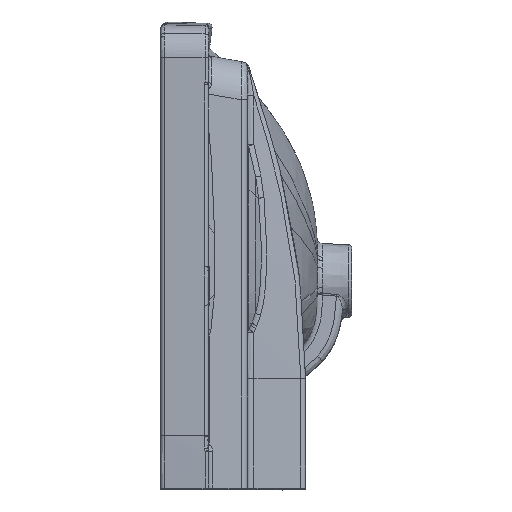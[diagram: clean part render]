
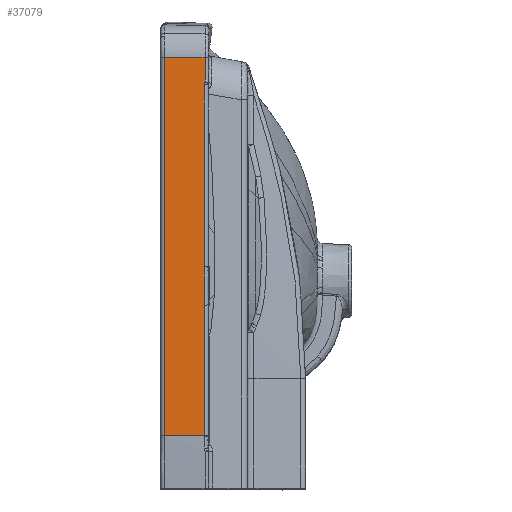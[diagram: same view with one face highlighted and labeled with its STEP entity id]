
A CAD part, left-side view. The second image highlights one B-rep face of the part: STEP entity #37079.
In plain terms, the highlighted planar face has unit normal (-1, -0.02, 0.001).
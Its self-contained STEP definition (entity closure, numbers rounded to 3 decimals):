
#10142=CARTESIAN_POINT('',(-348.802,-45.477,
14.7));
#10149=DIRECTION('',(0.001,0.,1.));
#10150=VECTOR('',#10149,390.786);
#10151=CARTESIAN_POINT('',(-349.848,-4.08,
-160.001));
#10152=LINE('',#10151,#10150);
#10153=DIRECTION('',(0.001,0.,1.));
#10154=VECTOR('',#10153,25.112);
#10155=CARTESIAN_POINT('',(-348.551,-46.08,
205.672));
#10156=LINE('',#10155,#10154);
#10157=CARTESIAN_POINT('',(-348.551,-46.08,
205.672));
#10158=CARTESIAN_POINT('',(-348.556,-45.894,
205.249));
#10159=CARTESIAN_POINT('',(-348.563,-45.584,
204.335));
#10160=CARTESIAN_POINT('',(-348.567,-45.448,
203.256));
#10161=CARTESIAN_POINT('',(-348.568,-45.448,
202.677));
#10163=DIRECTION('',(-0.001,0.,-1.));
#10164=VECTOR('',#10163,187.977);
#10165=CARTESIAN_POINT('',(-348.568,-45.448,
202.677));
#10166=LINE('',#10165,#10164);
#10167=DIRECTION('',(-0.001,0.,-1.));
#10168=VECTOR('',#10167,39.172);
#10169=CARTESIAN_POINT('',(-348.802,-45.477,
14.7));
#10170=LINE('',#10169,#10168);
#10171=DIRECTION('',(-0.001,0.,-1.));
#10172=VECTOR('',#10171,135.529);
#10173=CARTESIAN_POINT('',(-348.851,-45.482,
-24.472));
#10174=LINE('',#10173,#10172);
#10175=DIRECTION('',(0.02,-1.,0.));
#10176=VECTOR('',#10175,41.431);
#10177=CARTESIAN_POINT('',(-349.848,-4.08,
-160.001));
#10178=LINE('',#10177,#10176);
#10185=CARTESIAN_POINT('',(-348.52,-46.08,
230.784));
#10205=DIRECTION('',(0.02,-1.,0.));
#10206=VECTOR('',#10205,42.008);
#10207=CARTESIAN_POINT('',(-349.36,-4.08,
230.785));
#10208=LINE('',#10207,#10206);
#10209=CARTESIAN_POINT('',(-349.36,-4.08,
230.785));
#10237=CARTESIAN_POINT('',(-349.02,-45.503,
-160.002));
#11837=VERTEX_POINT('',#10157);
#11838=VERTEX_POINT('',#10161);
#11845=VERTEX_POINT('',#10185);
#11891=VERTEX_POINT('',#10237);
#11900=VERTEX_POINT('',#10142);
#11901=CARTESIAN_POINT('',(-348.851,-45.482,
-24.472));
#11902=VERTEX_POINT('',#11901);
#11935=VERTEX_POINT('',#10209);
#11938=CARTESIAN_POINT('',(-349.848,-4.08,
-160.001));
#11939=VERTEX_POINT('',#11938);
#37061=CARTESIAN_POINT('',(-349.186,-25.,35.392));
#37062=DIRECTION('',(1.,0.02,-0.001));
#37063=DIRECTION('',(-0.02,1.,0.));
#37064=AXIS2_PLACEMENT_3D('',#37061,#37062,#37063);
#37065=PLANE('',#37064);
#37066=ORIENTED_EDGE('',*,*,#12228,.T.);
#37068=ORIENTED_EDGE('',*,*,#37067,.T.);
#37070=ORIENTED_EDGE('',*,*,#37069,.F.);
#37071=ORIENTED_EDGE('',*,*,#36689,.T.);
#37072=ORIENTED_EDGE('',*,*,#37054,.T.);
#37073=ORIENTED_EDGE('',*,*,#37037,.T.);
#37074=ORIENTED_EDGE('',*,*,#36990,.T.);
#37076=ORIENTED_EDGE('',*,*,#37075,.F.);
#37077=EDGE_LOOP('',(#37066,#37068,#37070,#37071,#37072,#37073,#37074,#37076));
#37078=FACE_OUTER_BOUND('',#37077,.F.);
#10162=B_SPLINE_CURVE_WITH_KNOTS('',3,(#10157,#10158,#10159,#10160,#10161),
.UNSPECIFIED.,.F.,.F.,(4,1,4),(0.,0.5,1.),.UNSPECIFIED.);
#12228=EDGE_CURVE('',#11939,#11935,#10152,.T.);
#36689=EDGE_CURVE('',#11837,#11838,#10162,.T.);
#36990=EDGE_CURVE('',#11902,#11891,#10174,.T.);
#37037=EDGE_CURVE('',#11900,#11902,#10170,.T.);
#37054=EDGE_CURVE('',#11838,#11900,#10166,.T.);
#37067=EDGE_CURVE('',#11935,#11845,#10208,.T.);
#37069=EDGE_CURVE('',#11837,#11845,#10156,.T.);
#37075=EDGE_CURVE('',#11939,#11891,#10178,.T.);
#37079=ADVANCED_FACE('',(#37078),#37065,.F.);
